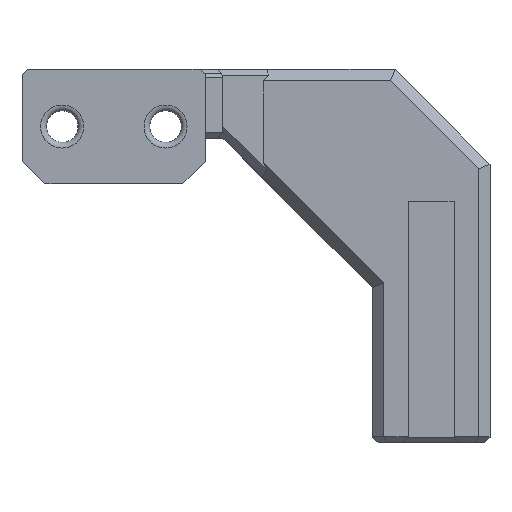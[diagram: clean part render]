
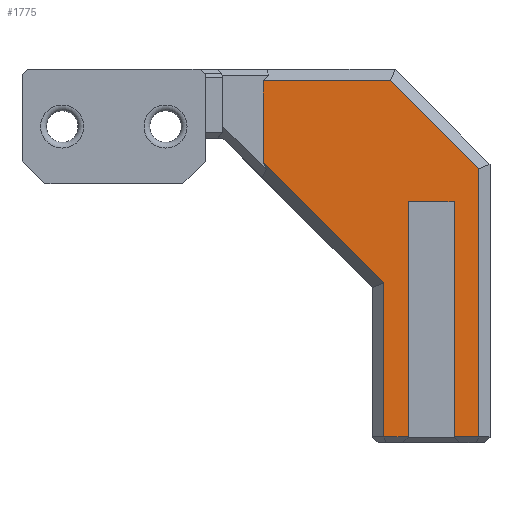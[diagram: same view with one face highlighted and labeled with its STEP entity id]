
A CAD part, top view. The second image highlights one B-rep face of the part: STEP entity #1775.
In plain terms, the highlighted planar face has unit normal (0, 0, 1).
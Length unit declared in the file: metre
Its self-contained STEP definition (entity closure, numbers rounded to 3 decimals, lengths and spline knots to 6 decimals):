
#199=ORIENTED_EDGE('',*,*,#681,.T.);
#200=ORIENTED_EDGE('',*,*,#682,.T.);
#201=ORIENTED_EDGE('',*,*,#683,.F.);
#202=ORIENTED_EDGE('',*,*,#560,.F.);
#203=ORIENTED_EDGE('',*,*,#684,.T.);
#204=ORIENTED_EDGE('',*,*,#685,.T.);
#205=ORIENTED_EDGE('',*,*,#686,.T.);
#206=ORIENTED_EDGE('',*,*,#687,.T.);
#207=ORIENTED_EDGE('',*,*,#688,.T.);
#208=ORIENTED_EDGE('',*,*,#677,.F.);
#209=ORIENTED_EDGE('',*,*,#689,.T.);
#560=EDGE_CURVE('',#811,#812,#967,.T.);
#677=EDGE_CURVE('',#911,#912,#1067,.T.);
#681=EDGE_CURVE('',#915,#916,#1071,.T.);
#682=EDGE_CURVE('',#916,#917,#1072,.T.);
#683=EDGE_CURVE('',#812,#917,#1073,.T.);
#684=EDGE_CURVE('',#811,#918,#1074,.T.);
#685=EDGE_CURVE('',#918,#919,#1075,.T.);
#686=EDGE_CURVE('',#919,#920,#1076,.T.);
#687=EDGE_CURVE('',#920,#921,#1077,.T.);
#688=EDGE_CURVE('',#921,#912,#1078,.T.);
#689=EDGE_CURVE('',#911,#915,#1079,.T.);
#811=VERTEX_POINT('',#2472);
#812=VERTEX_POINT('',#2474);
#911=VERTEX_POINT('',#2730);
#912=VERTEX_POINT('',#2732);
#915=VERTEX_POINT('',#2740);
#916=VERTEX_POINT('',#2741);
#917=VERTEX_POINT('',#2743);
#918=VERTEX_POINT('',#2746);
#919=VERTEX_POINT('',#2748);
#920=VERTEX_POINT('',#2750);
#921=VERTEX_POINT('',#2752);
#967=LINE('',#2473,#1200);
#1067=LINE('',#2731,#1300);
#1071=LINE('',#2739,#1304);
#1072=LINE('',#2742,#1305);
#1073=LINE('',#2744,#1306);
#1074=LINE('',#2745,#1307);
#1075=LINE('',#2747,#1308);
#1076=LINE('',#2749,#1309);
#1077=LINE('',#2751,#1310);
#1078=LINE('',#2753,#1311);
#1079=LINE('',#2754,#1312);
#1200=VECTOR('',#1999,1.);
#1300=VECTOR('',#2171,1.);
#1304=VECTOR('',#2177,1.);
#1305=VECTOR('',#2178,1.);
#1306=VECTOR('',#2179,1.);
#1307=VECTOR('',#2180,1.);
#1308=VECTOR('',#2181,1.);
#1309=VECTOR('',#2182,1.);
#1310=VECTOR('',#2183,1.);
#1311=VECTOR('',#2184,1.);
#1312=VECTOR('',#2185,1.);
#1457=EDGE_LOOP('',(#199,#200,#201,#202,#203,#204,#205,#206,#207,#208,#209));
#1572=FACE_BOUND('',#1457,.T.);
#1677=PLANE('',#1907);
#1775=ADVANCED_FACE('',(#1572),#1677,.F.);
#1907=AXIS2_PLACEMENT_3D('',#2738,#2175,#2176);
#1999=DIRECTION('',(-1.,0.,0.));
#2171=DIRECTION('',(0.,1.,0.));
#2175=DIRECTION('',(0.,0.,-1.));
#2176=DIRECTION('',(0.,1.,0.));
#2177=DIRECTION('',(0.,-1.,0.));
#2178=DIRECTION('',(1.,0.,0.));
#2179=DIRECTION('',(0.,-1.,0.));
#2180=DIRECTION('',(0.,-1.,0.));
#2181=DIRECTION('',(1.,0.,0.));
#2182=DIRECTION('',(0.,1.,0.));
#2183=DIRECTION('',(-0.707,0.707,0.));
#2184=DIRECTION('',(-1.,0.,0.));
#2185=DIRECTION('',(0.707,-0.707,0.));
#2472=CARTESIAN_POINT('',(-0.18475,0.014101,0.316319));
#2473=CARTESIAN_POINT('',(-0.18675,0.014101,0.316319));
#2474=CARTESIAN_POINT('',(-0.19275,0.014101,0.316319));
#2730=CARTESIAN_POINT('',(-0.218,0.020929,0.316319));
#2731=CARTESIAN_POINT('',(-0.218,-0.027899,0.316319));
#2732=CARTESIAN_POINT('',(-0.218,0.035101,0.316319));
#2738=CARTESIAN_POINT('',(-0.2065,-0.027899,0.316319));
#2739=CARTESIAN_POINT('',(-0.197,-0.027899,0.316319));
#2740=CARTESIAN_POINT('',(-0.197,-0.000071,0.316319));
#2741=CARTESIAN_POINT('',(-0.197,-0.026899,0.316319));
#2742=CARTESIAN_POINT('',(-0.2065,-0.026899,0.316319));
#2743=CARTESIAN_POINT('',(-0.19275,-0.026899,0.316319));
#2744=CARTESIAN_POINT('',(-0.19275,0.014103,0.316319));
#2745=CARTESIAN_POINT('',(-0.18475,0.014103,0.316319));
#2746=CARTESIAN_POINT('',(-0.18475,-0.026899,0.316319));
#2747=CARTESIAN_POINT('',(-0.2065,-0.026899,0.316319));
#2748=CARTESIAN_POINT('',(-0.1805,-0.026899,0.316319));
#2749=CARTESIAN_POINT('',(-0.1805,0.020601,0.316319));
#2750=CARTESIAN_POINT('',(-0.1805,0.019772,0.316319));
#2751=CARTESIAN_POINT('',(-0.196414,0.035687,0.316319));
#2752=CARTESIAN_POINT('',(-0.195829,0.035101,0.316319));
#2753=CARTESIAN_POINT('',(-0.218,0.035101,0.316319));
#2754=CARTESIAN_POINT('',(-0.197586,0.000515,0.316319));
